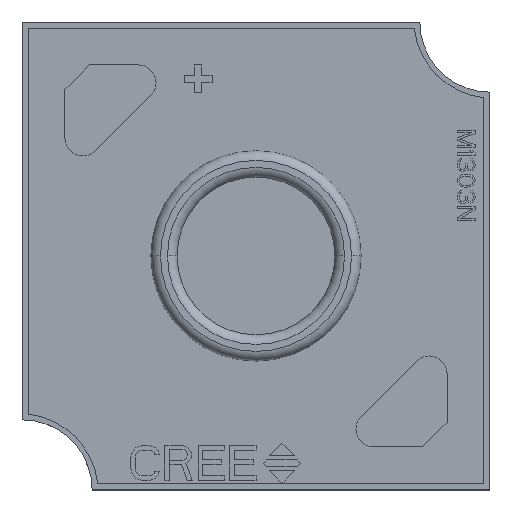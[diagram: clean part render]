
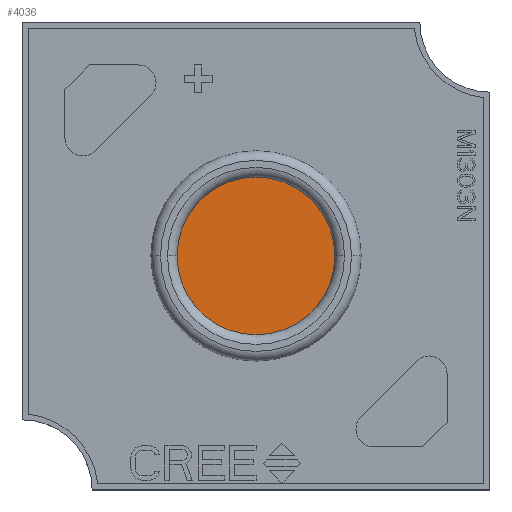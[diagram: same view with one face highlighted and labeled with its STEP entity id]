
A CAD part, top view. The second image highlights one B-rep face of the part: STEP entity #4036.
In plain terms, the highlighted face is planar.
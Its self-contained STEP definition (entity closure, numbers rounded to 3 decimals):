
#3969=CARTESIAN_POINT('',(0.,0.5,0.));
#3970=DIRECTION('',(0.,1.,0.));
#3971=DIRECTION('',(1.,0.,0.));
#3972=AXIS2_PLACEMENT_3D('',#3969,#3970,#3971);
#3974=CARTESIAN_POINT('',(0.,0.5,0.));
#3975=DIRECTION('',(0.,1.,0.));
#3976=DIRECTION('',(-1.,0.,0.));
#3977=AXIS2_PLACEMENT_3D('',#3974,#3975,#3976);
#3983=CARTESIAN_POINT('',(2.25,0.5,0.));
#3984=CARTESIAN_POINT('',(-2.25,0.5,0.));
#3985=VERTEX_POINT('',#3983);
#3986=VERTEX_POINT('',#3984);
#4027=CARTESIAN_POINT('',(0.,0.5,0.));
#4028=DIRECTION('',(0.,1.,0.));
#4029=DIRECTION('',(1.,0.,0.));
#4030=AXIS2_PLACEMENT_3D('',#4027,#4028,#4029);
#4031=PLANE('',#4030);
#4032=ORIENTED_EDGE('',*,*,#4007,.F.);
#4033=ORIENTED_EDGE('',*,*,#4021,.F.);
#4034=EDGE_LOOP('',(#4032,#4033));
#4035=FACE_OUTER_BOUND('',#4034,.F.);
#4036=ADVANCED_FACE('',(#4035),#4031,.T.);
#3973=CIRCLE('',#3972,2.25);
#3978=CIRCLE('',#3977,2.25);
#4007=EDGE_CURVE('',#3985,#3986,#3973,.T.);
#4021=EDGE_CURVE('',#3986,#3985,#3978,.T.);
